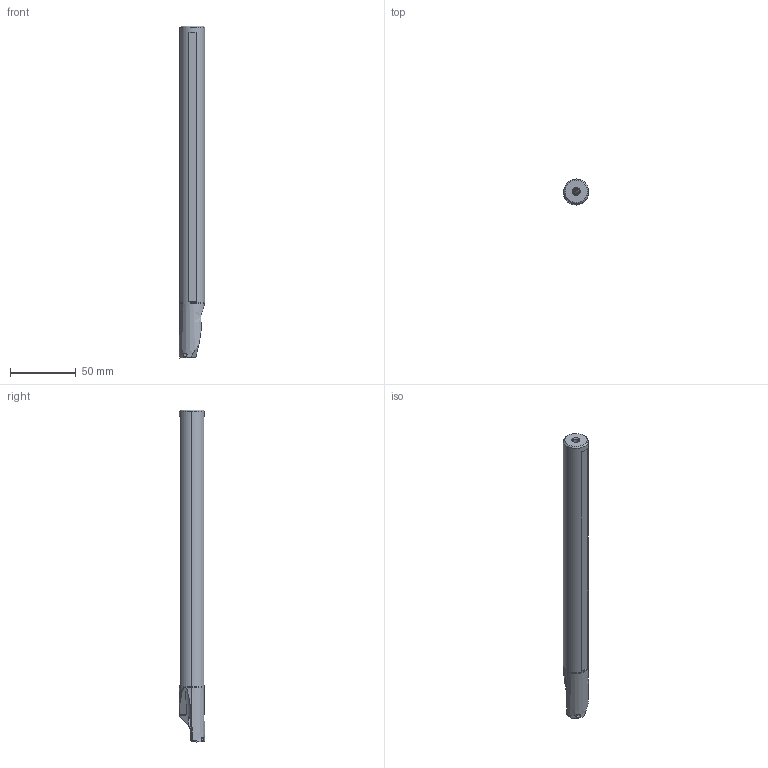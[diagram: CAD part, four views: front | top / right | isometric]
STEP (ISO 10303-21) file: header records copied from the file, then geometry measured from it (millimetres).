
FILE_DESCRIPTION(/* description */ (''),/* implementation_level */ '2;1');
FILE_NAME(/* name */ 'S-FSTUPR-122-C.stp',/* time_stamp */ '2021-11-11T11:27:07+09:00',/* author */ (''),/* organization */ (''),/* preprocessor_version */ 'ST-DEVELOPER v16',/* originating_system */ 'SIEMENS PLM Software NX 10.0',/* authorisation */ '');
FILE_SCHEMA (('AUTOMOTIVE_DESIGN { 1 0 10303 214 3 1 1 1 }'));
Length unit declared in the file: millimetre
Products named in the file (1): S-FSTUPR-122-C_ASM
Bounding box: 19.47 x 19.66 x 253.42 mm (x, y, z)
Volume: 62779.4 mm3; surface area: 19020.1 mm2
Topology: 2 solids, 2 shells, 95 faces, 256 edges, 166 vertices
Faces by surface type: cylinder 38, plane 30, cone 15, sphere 7, torus 5
Entity records: 4078 total; most frequent: CARTESIAN_POINT 1638, ORIENTED_EDGE 504, DIRECTION 488, EDGE_CURVE 252, AXIS2_PLACEMENT_3D 197, VERTEX_POINT 163, EDGE_LOOP 101, ADVANCED_FACE 95
